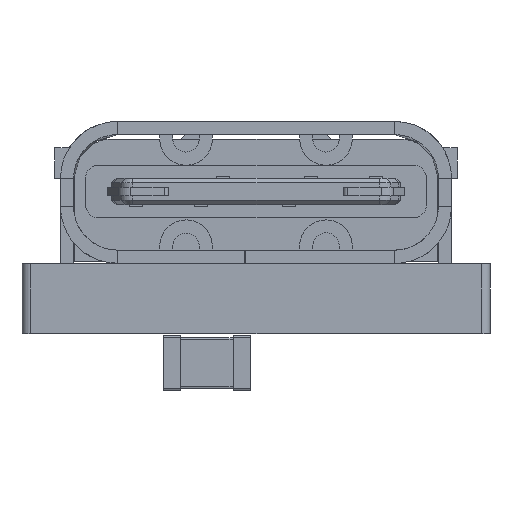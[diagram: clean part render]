
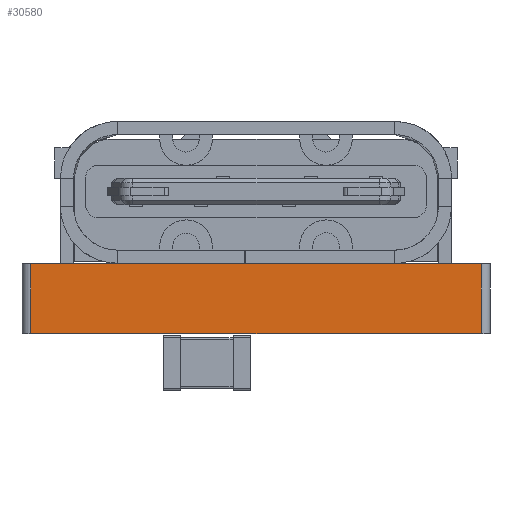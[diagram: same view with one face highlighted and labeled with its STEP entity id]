
A CAD part, left-side view. The second image highlights one B-rep face of the part: STEP entity #30580.
In plain terms, the highlighted planar face has unit normal (-1, 0, 0).
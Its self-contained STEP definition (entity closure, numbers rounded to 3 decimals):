
#28994 = PLANE('',#28995);
#28995 = AXIS2_PLACEMENT_3D('',#28996,#28997,#28998);
#28996 = CARTESIAN_POINT('',(4.043,0.,1.6));
#28997 = DIRECTION('',(-0.,-0.,-1.));
#28998 = DIRECTION('',(-1.,0.,0.));
#29048 = PLANE('',#29049);
#29049 = AXIS2_PLACEMENT_3D('',#29050,#29051,#29052);
#29050 = CARTESIAN_POINT('',(4.043,0.,0.));
#29051 = DIRECTION('',(-0.,-0.,-1.));
#29052 = DIRECTION('',(-1.,0.,0.));
#29081 = CYLINDRICAL_SURFACE('',#29082,0.2);
#29082 = AXIS2_PLACEMENT_3D('',#29083,#29084,#29085);
#29083 = CARTESIAN_POINT('',(0.2,5.15,0.));
#29084 = DIRECTION('',(-0.,-0.,-1.));
#29085 = DIRECTION('',(1.,0.,-0.));
#29269 = VERTEX_POINT('',#29270);
#29270 = CARTESIAN_POINT('',(0.,-5.15,0.));
#29289 = CYLINDRICAL_SURFACE('',#29290,0.2);
#29290 = AXIS2_PLACEMENT_3D('',#29291,#29292,#29293);
#29291 = CARTESIAN_POINT('',(0.2,-5.15,0.));
#29292 = DIRECTION('',(-0.,-0.,-1.));
#29293 = DIRECTION('',(1.,0.,-0.));
#29301 = EDGE_CURVE('',#29269,#29302,#29304,.T.);
#29302 = VERTEX_POINT('',#29303);
#29303 = CARTESIAN_POINT('',(0.,5.15,0.));
#29304 = SURFACE_CURVE('',#29305,(#29309,#29316),.PCURVE_S1.);
#29305 = LINE('',#29306,#29307);
#29306 = CARTESIAN_POINT('',(0.,-5.15,0.));
#29307 = VECTOR('',#29308,1.);
#29308 = DIRECTION('',(0.,1.,0.));
#29309 = PCURVE('',#29048,#29310);
#29310 = DEFINITIONAL_REPRESENTATION('',(#29311),#29315);
#29311 = LINE('',#29312,#29313);
#29312 = CARTESIAN_POINT('',(4.043,-5.15));
#29313 = VECTOR('',#29314,1.);
#29314 = DIRECTION('',(0.,1.));
#29315 = ( GEOMETRIC_REPRESENTATION_CONTEXT(2) 
PARAMETRIC_REPRESENTATION_CONTEXT() REPRESENTATION_CONTEXT('2D SPACE',''
  ) );
#29316 = PCURVE('',#29317,#29322);
#29317 = PLANE('',#29318);
#29318 = AXIS2_PLACEMENT_3D('',#29319,#29320,#29321);
#29319 = CARTESIAN_POINT('',(0.,-5.15,0.));
#29320 = DIRECTION('',(-1.,0.,0.));
#29321 = DIRECTION('',(0.,1.,0.));
#29322 = DEFINITIONAL_REPRESENTATION('',(#29323),#29327);
#29323 = LINE('',#29324,#29325);
#29324 = CARTESIAN_POINT('',(0.,0.));
#29325 = VECTOR('',#29326,1.);
#29326 = DIRECTION('',(1.,0.));
#29327 = ( GEOMETRIC_REPRESENTATION_CONTEXT(2) 
PARAMETRIC_REPRESENTATION_CONTEXT() REPRESENTATION_CONTEXT('2D SPACE',''
  ) );
#29974 = VERTEX_POINT('',#29975);
#29975 = CARTESIAN_POINT('',(0.,-5.15,1.6));
#30001 = EDGE_CURVE('',#29974,#30002,#30004,.T.);
#30002 = VERTEX_POINT('',#30003);
#30003 = CARTESIAN_POINT('',(0.,5.15,1.6));
#30004 = SURFACE_CURVE('',#30005,(#30009,#30016),.PCURVE_S1.);
#30005 = LINE('',#30006,#30007);
#30006 = CARTESIAN_POINT('',(0.,-5.15,1.6));
#30007 = VECTOR('',#30008,1.);
#30008 = DIRECTION('',(0.,1.,0.));
#30009 = PCURVE('',#28994,#30010);
#30010 = DEFINITIONAL_REPRESENTATION('',(#30011),#30015);
#30011 = LINE('',#30012,#30013);
#30012 = CARTESIAN_POINT('',(4.043,-5.15));
#30013 = VECTOR('',#30014,1.);
#30014 = DIRECTION('',(0.,1.));
#30015 = ( GEOMETRIC_REPRESENTATION_CONTEXT(2) 
PARAMETRIC_REPRESENTATION_CONTEXT() REPRESENTATION_CONTEXT('2D SPACE',''
  ) );
#30016 = PCURVE('',#29317,#30017);
#30017 = DEFINITIONAL_REPRESENTATION('',(#30018),#30022);
#30018 = LINE('',#30019,#30020);
#30019 = CARTESIAN_POINT('',(0.,-1.6));
#30020 = VECTOR('',#30021,1.);
#30021 = DIRECTION('',(1.,0.));
#30022 = ( GEOMETRIC_REPRESENTATION_CONTEXT(2) 
PARAMETRIC_REPRESENTATION_CONTEXT() REPRESENTATION_CONTEXT('2D SPACE',''
  ) );
#30532 = EDGE_CURVE('',#29302,#30002,#30533,.T.);
#30533 = SURFACE_CURVE('',#30534,(#30538,#30545),.PCURVE_S1.);
#30534 = LINE('',#30535,#30536);
#30535 = CARTESIAN_POINT('',(0.,5.15,0.));
#30536 = VECTOR('',#30537,1.);
#30537 = DIRECTION('',(0.,0.,1.));
#30538 = PCURVE('',#29081,#30539);
#30539 = DEFINITIONAL_REPRESENTATION('',(#30540),#30544);
#30540 = LINE('',#30541,#30542);
#30541 = CARTESIAN_POINT('',(-3.142,0.));
#30542 = VECTOR('',#30543,1.);
#30543 = DIRECTION('',(-0.,-1.));
#30544 = ( GEOMETRIC_REPRESENTATION_CONTEXT(2) 
PARAMETRIC_REPRESENTATION_CONTEXT() REPRESENTATION_CONTEXT('2D SPACE',''
  ) );
#30545 = PCURVE('',#29317,#30546);
#30546 = DEFINITIONAL_REPRESENTATION('',(#30547),#30551);
#30547 = LINE('',#30548,#30549);
#30548 = CARTESIAN_POINT('',(10.3,0.));
#30549 = VECTOR('',#30550,1.);
#30550 = DIRECTION('',(0.,-1.));
#30551 = ( GEOMETRIC_REPRESENTATION_CONTEXT(2) 
PARAMETRIC_REPRESENTATION_CONTEXT() REPRESENTATION_CONTEXT('2D SPACE',''
  ) );
#30580 = ADVANCED_FACE('',(#30581),#29317,.T.);
#30581 = FACE_BOUND('',#30582,.T.);
#30582 = EDGE_LOOP('',(#30583,#30604,#30605,#30606));
#30583 = ORIENTED_EDGE('',*,*,#30584,.T.);
#30584 = EDGE_CURVE('',#29269,#29974,#30585,.T.);
#30585 = SURFACE_CURVE('',#30586,(#30590,#30597),.PCURVE_S1.);
#30586 = LINE('',#30587,#30588);
#30587 = CARTESIAN_POINT('',(0.,-5.15,0.));
#30588 = VECTOR('',#30589,1.);
#30589 = DIRECTION('',(0.,0.,1.));
#30590 = PCURVE('',#29317,#30591);
#30591 = DEFINITIONAL_REPRESENTATION('',(#30592),#30596);
#30592 = LINE('',#30593,#30594);
#30593 = CARTESIAN_POINT('',(0.,0.));
#30594 = VECTOR('',#30595,1.);
#30595 = DIRECTION('',(0.,-1.));
#30596 = ( GEOMETRIC_REPRESENTATION_CONTEXT(2) 
PARAMETRIC_REPRESENTATION_CONTEXT() REPRESENTATION_CONTEXT('2D SPACE',''
  ) );
#30597 = PCURVE('',#29289,#30598);
#30598 = DEFINITIONAL_REPRESENTATION('',(#30599),#30603);
#30599 = LINE('',#30600,#30601);
#30600 = CARTESIAN_POINT('',(-3.142,0.));
#30601 = VECTOR('',#30602,1.);
#30602 = DIRECTION('',(-0.,-1.));
#30603 = ( GEOMETRIC_REPRESENTATION_CONTEXT(2) 
PARAMETRIC_REPRESENTATION_CONTEXT() REPRESENTATION_CONTEXT('2D SPACE',''
  ) );
#30604 = ORIENTED_EDGE('',*,*,#30001,.T.);
#30605 = ORIENTED_EDGE('',*,*,#30532,.F.);
#30606 = ORIENTED_EDGE('',*,*,#29301,.F.);
